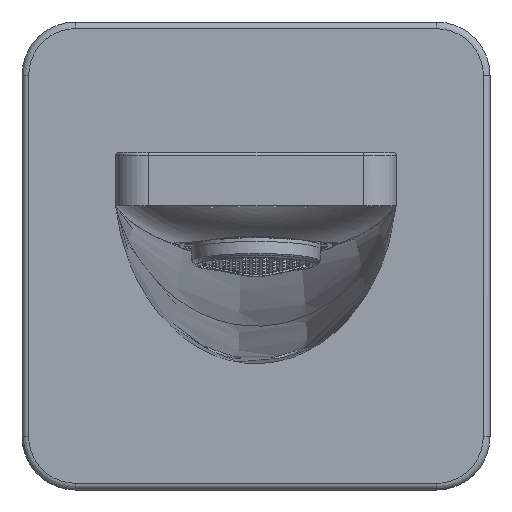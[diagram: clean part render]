
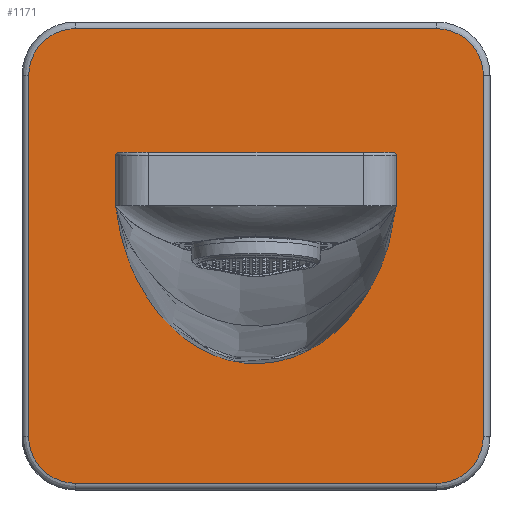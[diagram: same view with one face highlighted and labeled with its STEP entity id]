
A CAD part, front view. The second image highlights one B-rep face of the part: STEP entity #1171.
In plain terms, the highlighted planar face has unit normal (0, -1, 0).
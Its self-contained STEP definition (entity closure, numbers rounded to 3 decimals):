
#1171=ADVANCED_FACE('',(#2467,#1420,#1421,#1422),#20063,.T.);
#1420=FACE_BOUND('',#3755,.T.);
#1421=FACE_BOUND('',#3756,.T.);
#1422=FACE_BOUND('',#3757,.T.);
#2467=FACE_OUTER_BOUND('',#3754,.T.);
#3754=EDGE_LOOP('',(#9958,#9959,#9960,#9961,#9962,#9963,#9964,#9965));
#3755=EDGE_LOOP('',(#9966,#9967));
#3756=EDGE_LOOP('',(#9968,#9969));
#3757=EDGE_LOOP('',(#9970,#9971));
#9958=ORIENTED_EDGE('',*,*,#13408,.F.);
#9959=ORIENTED_EDGE('',*,*,#13489,.F.);
#9960=ORIENTED_EDGE('',*,*,#13407,.F.);
#9961=ORIENTED_EDGE('',*,*,#13473,.F.);
#9962=ORIENTED_EDGE('',*,*,#13406,.F.);
#9963=ORIENTED_EDGE('',*,*,#13479,.F.);
#9964=ORIENTED_EDGE('',*,*,#13405,.F.);
#9965=ORIENTED_EDGE('',*,*,#13484,.F.);
#9966=ORIENTED_EDGE('',*,*,#13421,.F.);
#9967=ORIENTED_EDGE('',*,*,#13424,.F.);
#9968=ORIENTED_EDGE('',*,*,#13427,.F.);
#9969=ORIENTED_EDGE('',*,*,#13430,.F.);
#9970=ORIENTED_EDGE('',*,*,#13411,.F.);
#9971=ORIENTED_EDGE('',*,*,#13418,.F.);
#13405=EDGE_CURVE('',#18862,#18863,#16758,.T.);
#13406=EDGE_CURVE('',#18864,#18865,#16759,.T.);
#13407=EDGE_CURVE('',#18866,#18867,#16760,.T.);
#13408=EDGE_CURVE('',#18868,#18861,#16761,.T.);
#13411=EDGE_CURVE('',#18873,#18874,#14590,.T.);
#13418=EDGE_CURVE('',#18874,#18873,#14592,.T.);
#13421=EDGE_CURVE('',#18869,#18870,#14594,.T.);
#13424=EDGE_CURVE('',#18870,#18869,#14596,.T.);
#13427=EDGE_CURVE('',#18871,#18872,#14598,.T.);
#13430=EDGE_CURVE('',#18872,#18871,#14600,.T.);
#13473=EDGE_CURVE('',#18865,#18866,#14622,.T.);
#13479=EDGE_CURVE('',#18863,#18864,#14627,.T.);
#13484=EDGE_CURVE('',#18861,#18862,#14631,.T.);
#13489=EDGE_CURVE('',#18867,#18868,#14635,.T.);
#14590=(
BOUNDED_CURVE()
B_SPLINE_CURVE(2,(#41043,#41044,#41045,#41046,#41047),.UNSPECIFIED.,.F.,
 .F.)
B_SPLINE_CURVE_WITH_KNOTS((3,2,3),(-40.841,-20.42,
0.),.UNSPECIFIED.)
CURVE()
GEOMETRIC_REPRESENTATION_ITEM()
RATIONAL_B_SPLINE_CURVE((1.,0.707,1.,0.707,1.))
REPRESENTATION_ITEM('')
);
#14592=(
BOUNDED_CURVE()
B_SPLINE_CURVE(2,(#41063,#41064,#41065,#41066,#41067),.UNSPECIFIED.,.F.,
 .F.)
B_SPLINE_CURVE_WITH_KNOTS((3,2,3),(-40.841,-20.42,
0.),.UNSPECIFIED.)
CURVE()
GEOMETRIC_REPRESENTATION_ITEM()
RATIONAL_B_SPLINE_CURVE((1.,0.707,1.,0.707,1.))
REPRESENTATION_ITEM('')
);
#14594=(
BOUNDED_CURVE()
B_SPLINE_CURVE(2,(#41075,#41076,#41077,#41078,#41079),.UNSPECIFIED.,.F.,
 .F.)
B_SPLINE_CURVE_WITH_KNOTS((3,2,3),(-5.498,-2.749,
0.),.UNSPECIFIED.)
CURVE()
GEOMETRIC_REPRESENTATION_ITEM()
RATIONAL_B_SPLINE_CURVE((1.,0.707,1.,0.707,1.))
REPRESENTATION_ITEM('')
);
#14596=(
BOUNDED_CURVE()
B_SPLINE_CURVE(2,(#41087,#41088,#41089,#41090,#41091),.UNSPECIFIED.,.F.,
 .F.)
B_SPLINE_CURVE_WITH_KNOTS((3,2,3),(-5.498,-2.749,
0.),.UNSPECIFIED.)
CURVE()
GEOMETRIC_REPRESENTATION_ITEM()
RATIONAL_B_SPLINE_CURVE((1.,0.707,1.,0.707,1.))
REPRESENTATION_ITEM('')
);
#14598=(
BOUNDED_CURVE()
B_SPLINE_CURVE(2,(#41099,#41100,#41101,#41102,#41103),.UNSPECIFIED.,.F.,
 .F.)
B_SPLINE_CURVE_WITH_KNOTS((3,2,3),(-5.498,-2.749,
0.),.UNSPECIFIED.)
CURVE()
GEOMETRIC_REPRESENTATION_ITEM()
RATIONAL_B_SPLINE_CURVE((1.,0.707,1.,0.707,1.))
REPRESENTATION_ITEM('')
);
#14600=(
BOUNDED_CURVE()
B_SPLINE_CURVE(2,(#41111,#41112,#41113,#41114,#41115),.UNSPECIFIED.,.F.,
 .F.)
B_SPLINE_CURVE_WITH_KNOTS((3,2,3),(-5.498,-2.749,
0.),.UNSPECIFIED.)
CURVE()
GEOMETRIC_REPRESENTATION_ITEM()
RATIONAL_B_SPLINE_CURVE((1.,0.707,1.,0.707,1.))
REPRESENTATION_ITEM('')
);
#14622=(
BOUNDED_CURVE()
B_SPLINE_CURVE(2,(#41221,#41222,#41223),.UNSPECIFIED.,.F.,.F.)
B_SPLINE_CURVE_WITH_KNOTS((3,3),(-10.996,0.),.UNSPECIFIED.)
CURVE()
GEOMETRIC_REPRESENTATION_ITEM()
RATIONAL_B_SPLINE_CURVE((1.,0.707,1.))
REPRESENTATION_ITEM('')
);
#14627=(
BOUNDED_CURVE()
B_SPLINE_CURVE(2,(#41238,#41239,#41240),.UNSPECIFIED.,.F.,.F.)
B_SPLINE_CURVE_WITH_KNOTS((3,3),(-10.996,0.),.UNSPECIFIED.)
CURVE()
GEOMETRIC_REPRESENTATION_ITEM()
RATIONAL_B_SPLINE_CURVE((1.,0.707,1.))
REPRESENTATION_ITEM('')
);
#14631=(
BOUNDED_CURVE()
B_SPLINE_CURVE(2,(#41252,#41253,#41254),.UNSPECIFIED.,.F.,.F.)
B_SPLINE_CURVE_WITH_KNOTS((3,3),(-10.996,0.),.UNSPECIFIED.)
CURVE()
GEOMETRIC_REPRESENTATION_ITEM()
RATIONAL_B_SPLINE_CURVE((1.,0.707,1.))
REPRESENTATION_ITEM('')
);
#14635=(
BOUNDED_CURVE()
B_SPLINE_CURVE(2,(#41266,#41267,#41268),.UNSPECIFIED.,.F.,.F.)
B_SPLINE_CURVE_WITH_KNOTS((3,3),(-10.996,0.),.UNSPECIFIED.)
CURVE()
GEOMETRIC_REPRESENTATION_ITEM()
RATIONAL_B_SPLINE_CURVE((1.,0.707,1.))
REPRESENTATION_ITEM('')
);
#16758=B_SPLINE_CURVE_WITH_KNOTS('',1,(#41028,#41029),.UNSPECIFIED.,.F.,
 .F.,(2,2),(0.,54.),.UNSPECIFIED.);
#16759=B_SPLINE_CURVE_WITH_KNOTS('',1,(#41030,#41031),.UNSPECIFIED.,.F.,
 .F.,(2,2),(0.,54.),.UNSPECIFIED.);
#16760=B_SPLINE_CURVE_WITH_KNOTS('',1,(#41032,#41033),.UNSPECIFIED.,.F.,
 .F.,(2,2),(0.,54.),.UNSPECIFIED.);
#16761=B_SPLINE_CURVE_WITH_KNOTS('',1,(#41034,#41035),.UNSPECIFIED.,.F.,
 .F.,(2,2),(0.,54.),.UNSPECIFIED.);
#18861=VERTEX_POINT('',#40968);
#18862=VERTEX_POINT('',#40969);
#18863=VERTEX_POINT('',#40970);
#18864=VERTEX_POINT('',#40971);
#18865=VERTEX_POINT('',#40972);
#18866=VERTEX_POINT('',#40973);
#18867=VERTEX_POINT('',#40974);
#18868=VERTEX_POINT('',#40975);
#18869=VERTEX_POINT('',#40976);
#18870=VERTEX_POINT('',#40977);
#18871=VERTEX_POINT('',#40978);
#18872=VERTEX_POINT('',#40979);
#18873=VERTEX_POINT('',#40980);
#18874=VERTEX_POINT('',#40981);
#20063=PLANE('',#21255);
#21255=AXIS2_PLACEMENT_3D('',#40287,#22309,$);
#22309=DIRECTION('',(0.,-1.,0.));
#40287=CARTESIAN_POINT('',(-40.92,0.,40.92));
#40968=CARTESIAN_POINT('',(27.,0.,34.));
#40969=CARTESIAN_POINT('',(34.,0.,27.));
#40970=CARTESIAN_POINT('',(34.,0.,-27.));
#40971=CARTESIAN_POINT('',(27.,0.,-34.));
#40972=CARTESIAN_POINT('',(-27.,0.,-34.));
#40973=CARTESIAN_POINT('',(-34.,0.,-27.));
#40974=CARTESIAN_POINT('',(-34.,0.,27.));
#40975=CARTESIAN_POINT('',(-27.,0.,34.));
#40976=CARTESIAN_POINT('',(-11.25,0.,-10.));
#40977=CARTESIAN_POINT('',(-14.75,0.,-10.));
#40978=CARTESIAN_POINT('',(14.75,0.,-10.));
#40979=CARTESIAN_POINT('',(11.25,0.,-10.));
#40980=CARTESIAN_POINT('',(13.,0.,0.));
#40981=CARTESIAN_POINT('',(-13.,0.,0.));
#41028=CARTESIAN_POINT('',(34.,0.,27.));
#41029=CARTESIAN_POINT('',(34.,0.,-27.));
#41030=CARTESIAN_POINT('',(27.,0.,-34.));
#41031=CARTESIAN_POINT('',(-27.,0.,-34.));
#41032=CARTESIAN_POINT('',(-34.,0.,-27.));
#41033=CARTESIAN_POINT('',(-34.,0.,27.));
#41034=CARTESIAN_POINT('',(-27.,0.,34.));
#41035=CARTESIAN_POINT('',(27.,0.,34.));
#41043=CARTESIAN_POINT('',(13.,0.,0.));
#41044=CARTESIAN_POINT('',(13.,0.,13.));
#41045=CARTESIAN_POINT('',(0.,0.,13.));
#41046=CARTESIAN_POINT('',(-13.,0.,13.));
#41047=CARTESIAN_POINT('',(-13.,0.,0.));
#41063=CARTESIAN_POINT('',(-13.,0.,0.));
#41064=CARTESIAN_POINT('',(-13.,0.,-13.));
#41065=CARTESIAN_POINT('',(0.,0.,-13.));
#41066=CARTESIAN_POINT('',(13.,0.,-13.));
#41067=CARTESIAN_POINT('',(13.,0.,0.));
#41075=CARTESIAN_POINT('',(-11.25,0.,-10.));
#41076=CARTESIAN_POINT('',(-11.25,0.,-8.25));
#41077=CARTESIAN_POINT('',(-13.,0.,-8.25));
#41078=CARTESIAN_POINT('',(-14.75,0.,-8.25));
#41079=CARTESIAN_POINT('',(-14.75,0.,-10.));
#41087=CARTESIAN_POINT('',(-14.75,0.,-10.));
#41088=CARTESIAN_POINT('',(-14.75,0.,-11.75));
#41089=CARTESIAN_POINT('',(-13.,0.,-11.75));
#41090=CARTESIAN_POINT('',(-11.25,0.,-11.75));
#41091=CARTESIAN_POINT('',(-11.25,0.,-10.));
#41099=CARTESIAN_POINT('',(14.75,0.,-10.));
#41100=CARTESIAN_POINT('',(14.75,0.,-8.25));
#41101=CARTESIAN_POINT('',(13.,0.,-8.25));
#41102=CARTESIAN_POINT('',(11.25,0.,-8.25));
#41103=CARTESIAN_POINT('',(11.25,0.,-10.));
#41111=CARTESIAN_POINT('',(11.25,0.,-10.));
#41112=CARTESIAN_POINT('',(11.25,0.,-11.75));
#41113=CARTESIAN_POINT('',(13.,0.,-11.75));
#41114=CARTESIAN_POINT('',(14.75,0.,-11.75));
#41115=CARTESIAN_POINT('',(14.75,0.,-10.));
#41221=CARTESIAN_POINT('',(-27.,0.,-34.));
#41222=CARTESIAN_POINT('',(-34.,0.,-34.));
#41223=CARTESIAN_POINT('',(-34.,0.,-27.));
#41238=CARTESIAN_POINT('',(34.,0.,-27.));
#41239=CARTESIAN_POINT('',(34.,0.,-34.));
#41240=CARTESIAN_POINT('',(27.,0.,-34.));
#41252=CARTESIAN_POINT('',(27.,0.,34.));
#41253=CARTESIAN_POINT('',(34.,0.,34.));
#41254=CARTESIAN_POINT('',(34.,0.,27.));
#41266=CARTESIAN_POINT('',(-34.,0.,27.));
#41267=CARTESIAN_POINT('',(-34.,0.,34.));
#41268=CARTESIAN_POINT('',(-27.,0.,34.));
